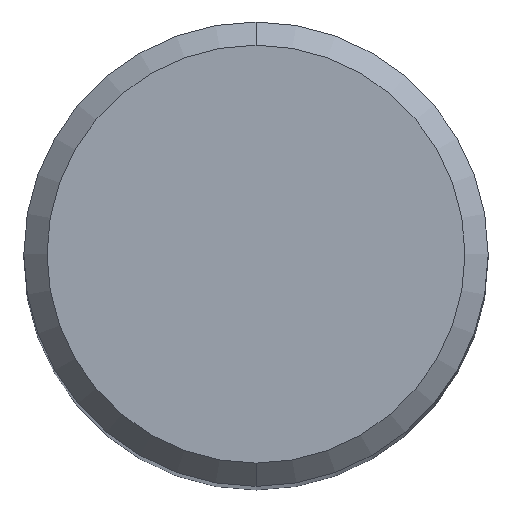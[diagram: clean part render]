
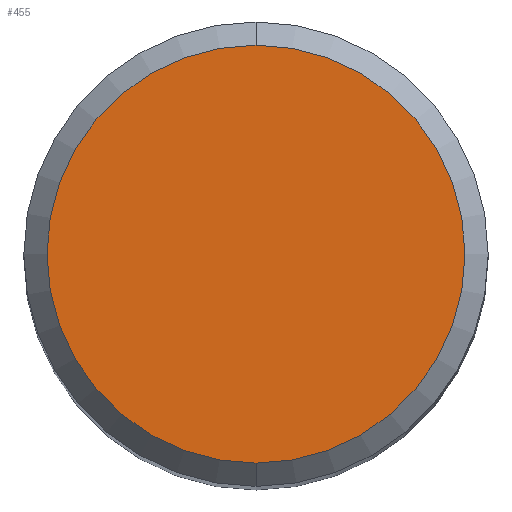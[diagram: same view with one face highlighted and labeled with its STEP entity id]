
A CAD part, top view. The second image highlights one B-rep face of the part: STEP entity #455.
In plain terms, the highlighted planar face has unit normal (0, 0, 1).
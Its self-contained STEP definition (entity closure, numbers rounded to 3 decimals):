
#185=VERTEX_POINT('',#492);
#293=EDGE_CURVE('',#307,#185,#616,.T.);
#299=EDGE_CURVE('',#185,#307,#622,.T.);
#307=VERTEX_POINT('',#632);
#455=ADVANCED_FACE('',(#789),#790,.T.);
#492=CARTESIAN_POINT('',(0.,-3.6,0.0));
#616=CIRCLE('',#1022,3.6);
#622=CIRCLE('',#1033,3.6);
#632=CARTESIAN_POINT('',(0.0,3.6,0.0));
#789=FACE_OUTER_BOUND('',#1445,.T.);
#790=PLANE('',#1446);
#1022=AXIS2_PLACEMENT_3D('',#1633,#1634,#1635);
#1033=AXIS2_PLACEMENT_3D('',#1638,#1639,#1640);
#1445=EDGE_LOOP('',(#1797,#1798));
#1446=AXIS2_PLACEMENT_3D('',#1799,#1800,#1801);
#1633=CARTESIAN_POINT('',(0.0,0.0,0.0));
#1634=DIRECTION('',(0.0,0.0,-1.0));
#1635=DIRECTION('',(0.0,1.0,0.0));
#1638=CARTESIAN_POINT('',(0.0,0.0,0.0));
#1639=DIRECTION('',(0.0,0.0,-1.0));
#1640=DIRECTION('',(0.0,1.0,0.0));
#1797=ORIENTED_EDGE('',*,*,#293,.F.);
#1798=ORIENTED_EDGE('',*,*,#299,.F.);
#1799=CARTESIAN_POINT('',(0.0,1.8,0.0));
#1800=DIRECTION('',(-0.0,0.0,1.0));
#1801=DIRECTION('',(0.0,-1.0,0.0));
